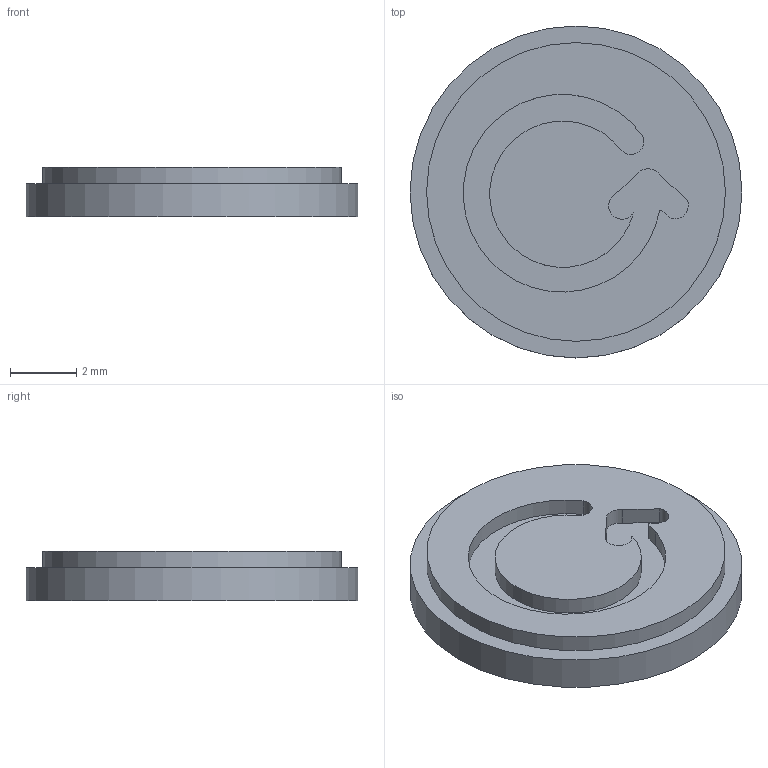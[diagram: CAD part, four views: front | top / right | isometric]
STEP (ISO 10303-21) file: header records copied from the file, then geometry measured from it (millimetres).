
FILE_DESCRIPTION(/* description */ ('','CAx-IF Rec.Pracs.---Representation and Presentation of Product Manufacturing Information (PMI)---4.0---2014-10-13'),/* implementation_level */ '2;1');
FILE_NAME(/* name */ 'G2_KeyCap_Rotate.step',/* time_stamp */ '2025-02-16T15:44:17-05:00',/* author */ (''),/* organization */ (''),/* preprocessor_version */ 'ST-DEVELOPER v20',/* originating_system */ 'Autodesk Translation Framework v13.20.0.188',/* authorisation */ '');
FILE_SCHEMA (('AP242_MANAGED_MODEL_BASED_3D_ENGINEERING_MIM_LF { 1 0 10303 442 1 1 4 }'));
Length unit declared in the file: millimetre
Products named in the file (1): G2_KeyCap_Rotate
Bounding box: 10 x 10 x 1.5 mm (x, y, z)
Volume: 97.3 mm3; surface area: 226.4 mm2
Topology: 1 solids, 1 shells, 17 faces, 36 edges, 24 vertices
Faces by surface type: cylinder 8, plane 7, bspline 2
Full cylindrical faces by diameter (mm): 4 x1, 9 x1, 10 x1
Entity records: 653 total; most frequent: CARTESIAN_POINT 252, DIRECTION 80, ORIENTED_EDGE 72, EDGE_CURVE 36, AXIS2_PLACEMENT_3D 32, VERTEX_POINT 24, EDGE_LOOP 20, FACE_OUTER_BOUND 17
